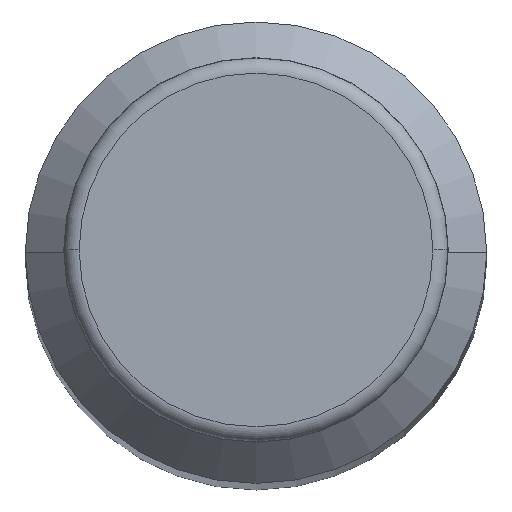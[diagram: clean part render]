
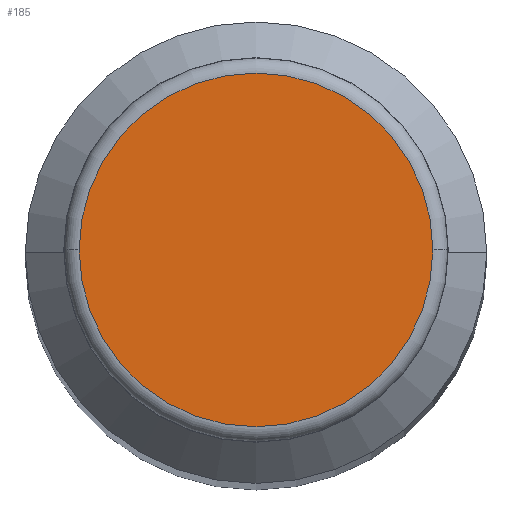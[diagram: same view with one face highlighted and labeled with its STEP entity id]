
A CAD part, top view. The second image highlights one B-rep face of the part: STEP entity #185.
In plain terms, the highlighted planar face has unit normal (0, 0, 1).
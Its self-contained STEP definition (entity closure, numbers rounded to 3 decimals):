
#2 = DIRECTION ( 'NONE',  ( 0., 0., -1. ) ) ;
#5 = DIRECTION ( 'NONE',  ( -1., 0., 0. ) ) ;
#31 = DIRECTION ( 'NONE',  ( -1., 0., 0. ) ) ;
#32 = DIRECTION ( 'NONE',  ( 0., 0., -1. ) ) ;
#33 = CARTESIAN_POINT ( 'NONE',  ( 0., 0., 70. ) ) ;
#34 = CIRCLE ( 'NONE', #41, 2.3 ) ;
#41 = AXIS2_PLACEMENT_3D ( 'NONE', #33, #32, #31 ) ;
#149 = EDGE_CURVE ( 'NONE', #226, #225, #34, .T. ) ;
#150 = EDGE_LOOP ( 'NONE', ( #183, #184 ) ) ;
#183 = ORIENTED_EDGE ( 'NONE', *, *, #224, .F. ) ;
#184 = ORIENTED_EDGE ( 'NONE', *, *, #149, .F. ) ;
#185 = ADVANCED_FACE ( 'NONE', ( #277 ), #259, .F. ) ;
#224 = EDGE_CURVE ( 'NONE', #225, #226, #376, .T. ) ;
#225 = VERTEX_POINT ( 'NONE', #398 ) ;
#226 = VERTEX_POINT ( 'NONE', #392 ) ;
#259 = PLANE ( 'NONE',  #296 ) ;
#277 = FACE_OUTER_BOUND ( 'NONE', #150, .T. ) ;
#283 = CARTESIAN_POINT ( 'NONE',  ( 0., 0., 70. ) ) ;
#296 = AXIS2_PLACEMENT_3D ( 'NONE', #283, #2, #5 ) ;
#367 = DIRECTION ( 'NONE',  ( -1., 0., 0. ) ) ;
#368 = DIRECTION ( 'NONE',  ( 0., 0., -1. ) ) ;
#370 = CARTESIAN_POINT ( 'NONE',  ( 0., 0., 70. ) ) ;
#371 = AXIS2_PLACEMENT_3D ( 'NONE', #370, #368, #367 ) ;
#376 = CIRCLE ( 'NONE', #371, 2.3 ) ;
#392 = CARTESIAN_POINT ( 'NONE',  ( 2.3, 0., 70. ) ) ;
#398 = CARTESIAN_POINT ( 'NONE',  ( -2.3, 0., 70. ) ) ;
